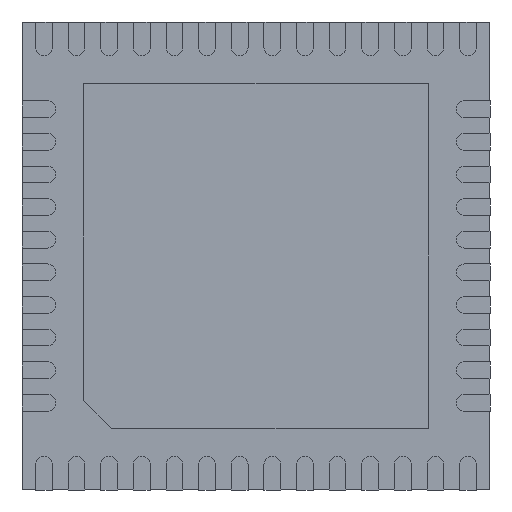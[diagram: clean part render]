
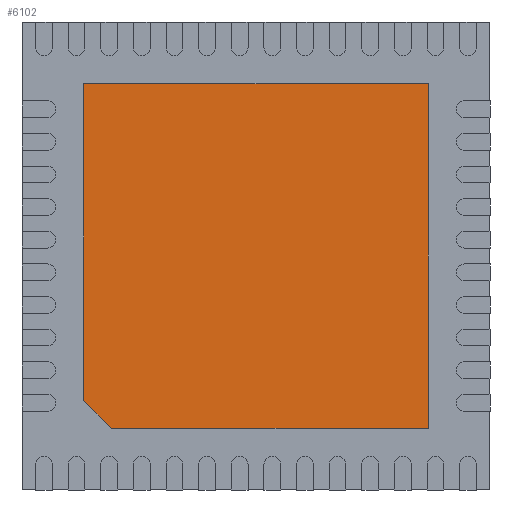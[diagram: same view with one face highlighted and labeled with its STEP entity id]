
A CAD part, front view. The second image highlights one B-rep face of the part: STEP entity #6102.
In plain terms, the highlighted planar face has unit normal (0, -1, 0).
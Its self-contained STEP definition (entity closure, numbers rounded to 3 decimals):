
#570 = VECTOR ( 'NONE', #8039, 1000. ) ;
#651 = ORIENTED_EDGE ( 'NONE', *, *, #2517, .F. ) ;
#1099 = DIRECTION ( 'NONE',  ( 0., 1., 0. ) ) ;
#1534 = CARTESIAN_POINT ( 'NONE',  ( -1.85, -0.01, 0. ) ) ;
#1691 = VERTEX_POINT ( 'NONE', #4310 ) ;
#2003 = VECTOR ( 'NONE', #6338, 1000. ) ;
#2387 = ORIENTED_EDGE ( 'NONE', *, *, #5775, .F. ) ;
#2517 = EDGE_CURVE ( 'NONE', #3784, #1691, #5798, .T. ) ;
#2758 = VERTEX_POINT ( 'NONE', #3337 ) ;
#2772 = CARTESIAN_POINT ( 'NONE',  ( -1.55, -0.01, -1.85 ) ) ;
#2943 = ORIENTED_EDGE ( 'NONE', *, *, #7682, .T. ) ;
#3098 = VERTEX_POINT ( 'NONE', #3973 ) ;
#3337 = CARTESIAN_POINT ( 'NONE',  ( 1.85, -0.01, -1.85 ) ) ;
#3784 = VERTEX_POINT ( 'NONE', #10373 ) ;
#3959 = CARTESIAN_POINT ( 'NONE',  ( 0., -0.01, -1.85 ) ) ;
#3973 = CARTESIAN_POINT ( 'NONE',  ( -1.85, -0.01, -1.55 ) ) ;
#4171 = DIRECTION ( 'NONE',  ( 1., 0., 0. ) ) ;
#4310 = CARTESIAN_POINT ( 'NONE',  ( 1.85, -0.01, 1.85 ) ) ;
#4389 = EDGE_CURVE ( 'NONE', #1691, #2758, #7926, .T. ) ;
#4403 = EDGE_CURVE ( 'NONE', #3784, #3098, #8957, .T. ) ;
#4736 = LINE ( 'NONE', #3959, #2003 ) ;
#4851 = DIRECTION ( 'NONE',  ( 0., 0., -1. ) ) ;
#5080 = ORIENTED_EDGE ( 'NONE', *, *, #4403, .T. ) ;
#5215 = FACE_OUTER_BOUND ( 'NONE', #6628, .T. ) ;
#5775 = EDGE_CURVE ( 'NONE', #7626, #3098, #6237, .T. ) ;
#5798 = LINE ( 'NONE', #8280, #6066 ) ;
#6066 = VECTOR ( 'NONE', #4171, 1000. ) ;
#6102 = ADVANCED_FACE ( 'NONE', ( #5215 ), #6923, .F. ) ;
#6123 = DIRECTION ( 'NONE',  ( 1., 0., 0. ) ) ;
#6237 = LINE ( 'NONE', #9534, #7476 ) ;
#6338 = DIRECTION ( 'NONE',  ( 1., 0., 0. ) ) ;
#6628 = EDGE_LOOP ( 'NONE', ( #651, #5080, #2387, #2943, #8856 ) ) ;
#6923 = PLANE ( 'NONE',  #7659 ) ;
#7476 = VECTOR ( 'NONE', #8729, 1000. ) ;
#7626 = VERTEX_POINT ( 'NONE', #2772 ) ;
#7659 = AXIS2_PLACEMENT_3D ( 'NONE', #8506, #1099, #6123 ) ;
#7682 = EDGE_CURVE ( 'NONE', #7626, #2758, #4736, .T. ) ;
#7926 = LINE ( 'NONE', #9751, #10418 ) ;
#8039 = DIRECTION ( 'NONE',  ( 0., 0., -1. ) ) ;
#8280 = CARTESIAN_POINT ( 'NONE',  ( 0., -0.01, 1.85 ) ) ;
#8506 = CARTESIAN_POINT ( 'NONE',  ( 0., -0.01, 0. ) ) ;
#8729 = DIRECTION ( 'NONE',  ( -0.707, 0., 0.707 ) ) ;
#8856 = ORIENTED_EDGE ( 'NONE', *, *, #4389, .F. ) ;
#8957 = LINE ( 'NONE', #1534, #570 ) ;
#9534 = CARTESIAN_POINT ( 'NONE',  ( -1.7, -0.01, -1.7 ) ) ;
#9751 = CARTESIAN_POINT ( 'NONE',  ( 1.85, -0.01, 0. ) ) ;
#10373 = CARTESIAN_POINT ( 'NONE',  ( -1.85, -0.01, 1.85 ) ) ;
#10418 = VECTOR ( 'NONE', #4851, 1000. ) ;
